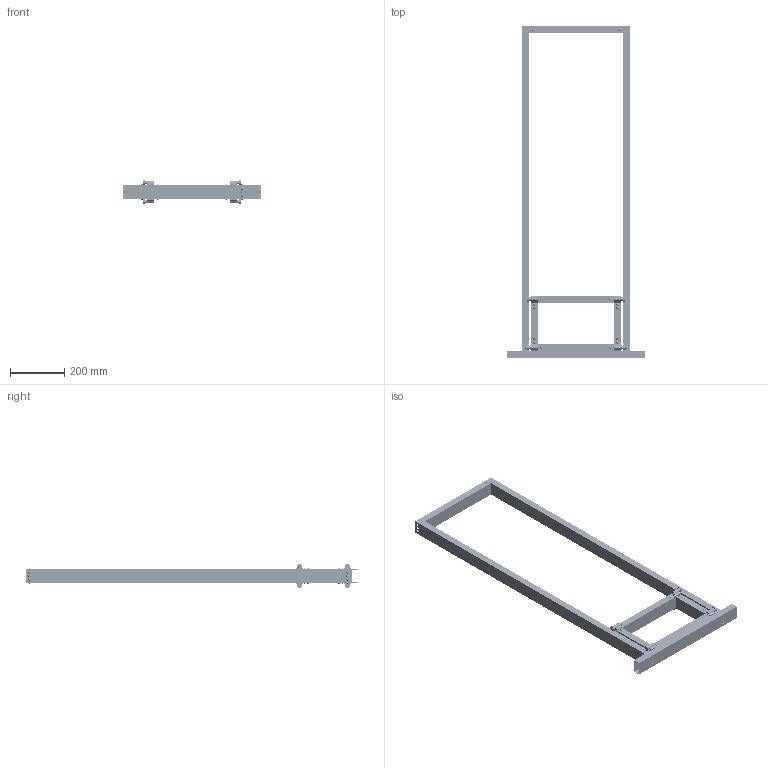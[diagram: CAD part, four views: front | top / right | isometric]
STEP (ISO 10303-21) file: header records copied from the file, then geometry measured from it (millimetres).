
FILE_DESCRIPTION (( 'STEP AP214' ), '1' );
FILE_NAME ('WCP-EX-0012.step', '2022-01-24T17:50:25', ( '' ), ( '' ), 'SwSTEP 2.0', 'SolidWorks 2020', '' );
FILE_SCHEMA (( 'AUTOMOTIVE_DESIGN' ));
Length unit declared in the file: inch
Products named in the file (21): WCP-0199 - Elevator Block_0.75" Bearing; WCP-0199-004 Rev2; WCP-0379 Rev1; WCP-0039 Rev1; WCP-0374 Rev1; WCP-EX-0012-001; WCP-0474 Rev1; WCP-EX-0014-001; WCP-EX-0014-007; WCP-0199-003 Rev2_0.750 Bearing; WCP-EX-0012-003; 10-32 BHCS - No Thread_0.250; WCP-0199-001 Rev2; 10-32 BHCS - No Thread_0.750; WCP-0199-007 Rev2_0.750 Bearing; WCP-EX-0012; WCP-0212_0_250_radial_bearing; WCP-EX-0012-002
Assembly tree (157 placements, depth 3):
  WCP-EX-0012
    WCP-EX-0014-001
    WCP-EX-0012-002  x2
    WCP-EX-0012-001  x2
    WCP-EX-0014-007  x2
    10-32 BHCS - No Thread_0.750  x9
    10-32 BHCS - No Thread_0.250  x56
    WCP-0379 Rev1  x8
    WCP-0374 Rev1  x8
    WCP-0199 - Elevator Block_0.75" Bearing
      WCP-0199-001 Rev2
      WCP-0199-004 Rev2
      WCP-0199-003 Rev2_0.750 Bearing  x2
      WCP-0199-007 Rev2_0.750 Bearing  x2
      WCP-0474 Rev1  x2
      WCP-0212_0_250_radial_bearing  x4
      WCP-0039 Rev1  x4
    WCP-0199 - Elevator Block_0.75" Bearing
      WCP-0199-001 Rev2
      WCP-0199-004 Rev2
      WCP-0199-003 Rev2_0.750 Bearing  x2
      WCP-0199-007 Rev2_0.750 Bearing  x2
      WCP-0474 Rev1  x2
      WCP-0212_0_250_radial_bearing  x4
      WCP-0039 Rev1  x4
    WCP-0199 - Elevator Block_0.75" Bearing
      WCP-0199-001 Rev2
      WCP-0199-004 Rev2
      WCP-0199-003 Rev2_0.750 Bearing  x2
      WCP-0199-007 Rev2_0.750 Bearing  x2
      WCP-0474 Rev1  x2
      WCP-0212_0_250_radial_bearing  x4
      WCP-0039 Rev1  x4
    WCP-0199 - Elevator Block_0.75" Bearing
      WCP-0199-001 Rev2
      WCP-0199-004 Rev2
      WCP-0199-003 Rev2_0.750 Bearing  x2
      WCP-0199-007 Rev2_0.750 Bearing  x2
      WCP-0474 Rev1  x2
      WCP-0212_0_250_radial_bearing  x4
      WCP-0039 Rev1  x4
    WCP-EX-0012-003
Bounding box: 508 x 1219.2 x 88.9 mm (x, y, z)
Volume: 1246514.7 mm3; surface area: 1442626.1 mm2
Topology: 153 solids, 153 shells, 5249 faces, 12201 edges, 7463 vertices
Faces by surface type: cylinder 2084, plane 1782, cone 1051, torus 276, bspline 56
Entity records: 26755 total; most frequent: CARTESIAN_POINT 6559, DIRECTION 4226, ORIENTED_EDGE 3582, EDGE_CURVE 1791, AXIS2_PLACEMENT_3D 1661, VERTEX_POINT 1155, VECTOR 904, LINE 904
